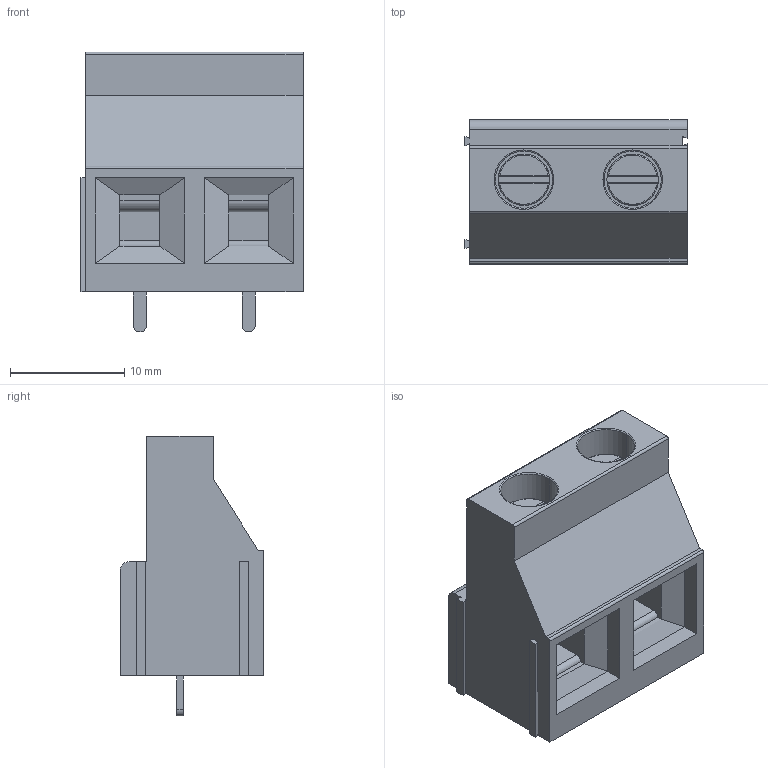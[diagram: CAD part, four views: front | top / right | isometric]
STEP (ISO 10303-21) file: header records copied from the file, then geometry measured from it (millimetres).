
FILE_DESCRIPTION (( 'STEP AP214' ), '1' );
FILE_NAME ('CONN-TH_DB9.52-LI-2P-DB910.step', '2022-08-08T02:35:33', ( '' ), ( '' ), 'SwSTEP 2.0', 'SolidWorks 2020', '' );
FILE_SCHEMA (( 'AUTOMOTIVE_DESIGN' ));
Length unit declared in the file: millimetre
Products named in the file (1): CONN-TH_DB9.52-LI-2P-DB910
Bounding box: 19.44 x 12.6 x 24.5 mm (x, y, z)
Volume: 3519.2 mm3; surface area: 2133 mm2
Topology: 1 solids, 1 shells, 394 faces, 1054 edges, 696 vertices
Faces by surface type: plane 250, bspline 112, cylinder 24, torus 8
Entity records: 17239 total; most frequent: CARTESIAN_POINT 4393, ORIENTED_EDGE 2108, DIRECTION 1444, EDGE_CURVE 1054, LINE 758, VECTOR 758, VERTEX_POINT 696, EDGE_LOOP 428
